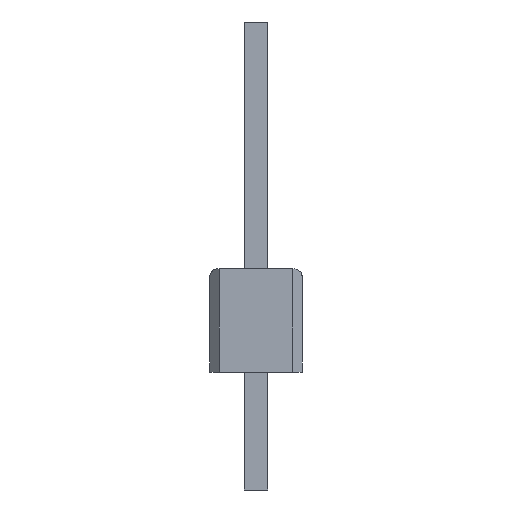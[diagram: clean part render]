
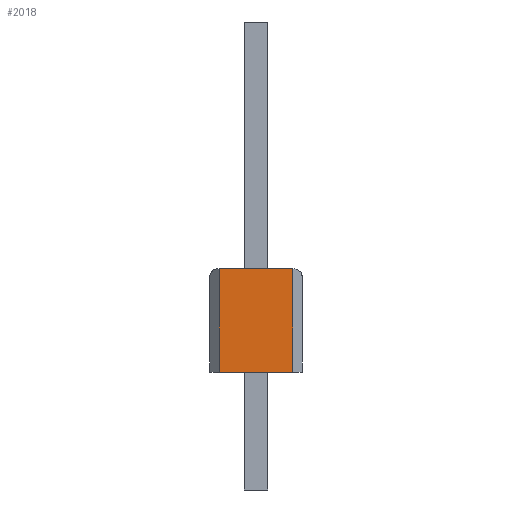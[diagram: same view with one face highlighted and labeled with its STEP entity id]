
A CAD part, left-side view. The second image highlights one B-rep face of the part: STEP entity #2018.
In plain terms, the highlighted planar face has unit normal (-1, 0, 0).
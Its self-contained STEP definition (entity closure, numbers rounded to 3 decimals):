
#134=DIRECTION('',(0.,0.,-1.));
#135=VECTOR('',#134,2.8);
#136=CARTESIAN_POINT('',(-8.89,1.,0.));
#137=LINE('',#136,#135);
#138=DIRECTION('',(0.,-1.,0.));
#139=VECTOR('',#138,2.);
#140=CARTESIAN_POINT('',(-8.89,1.,0.));
#141=LINE('',#140,#139);
#142=DIRECTION('',(0.,0.,-1.));
#143=VECTOR('',#142,2.8);
#144=CARTESIAN_POINT('',(-8.89,-1.,0.));
#145=LINE('',#144,#143);
#154=DIRECTION('',(0.,-1.,0.));
#155=VECTOR('',#154,2.);
#156=CARTESIAN_POINT('',(-8.89,1.,-2.8));
#157=LINE('',#156,#155);
#1714=CARTESIAN_POINT('',(-8.89,1.,0.));
#1715=CARTESIAN_POINT('',(-8.89,-1.,0.));
#1716=VERTEX_POINT('',#1714);
#1717=VERTEX_POINT('',#1715);
#1816=CARTESIAN_POINT('',(-8.89,1.,-2.8));
#1817=VERTEX_POINT('',#1816);
#1818=CARTESIAN_POINT('',(-8.89,-1.,-2.8));
#1819=VERTEX_POINT('',#1818);
#2003=CARTESIAN_POINT('',(-8.89,0.,0.));
#2004=DIRECTION('',(1.,0.,0.));
#2005=DIRECTION('',(0.,0.,-1.));
#2006=AXIS2_PLACEMENT_3D('',#2003,#2004,#2005);
#2007=PLANE('',#2006);
#2009=ORIENTED_EDGE('',*,*,#2008,.F.);
#2011=ORIENTED_EDGE('',*,*,#2010,.F.);
#2013=ORIENTED_EDGE('',*,*,#2012,.T.);
#2015=ORIENTED_EDGE('',*,*,#2014,.T.);
#2016=EDGE_LOOP('',(#2009,#2011,#2013,#2015));
#2017=FACE_OUTER_BOUND('',#2016,.F.);
#2008=EDGE_CURVE('',#1817,#1819,#157,.T.);
#2010=EDGE_CURVE('',#1716,#1817,#137,.T.);
#2012=EDGE_CURVE('',#1716,#1717,#141,.T.);
#2014=EDGE_CURVE('',#1717,#1819,#145,.T.);
#2018=ADVANCED_FACE('',(#2017),#2007,.F.);
